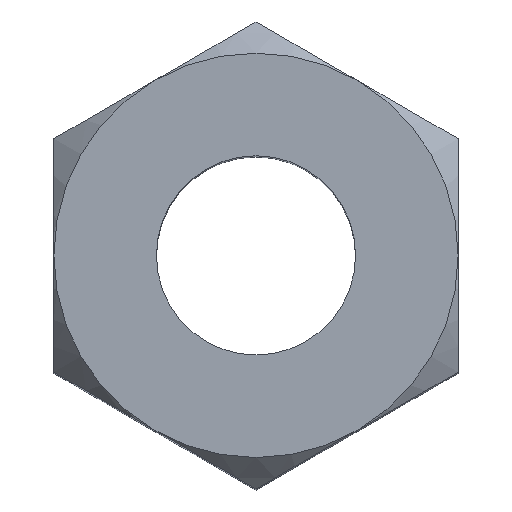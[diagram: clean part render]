
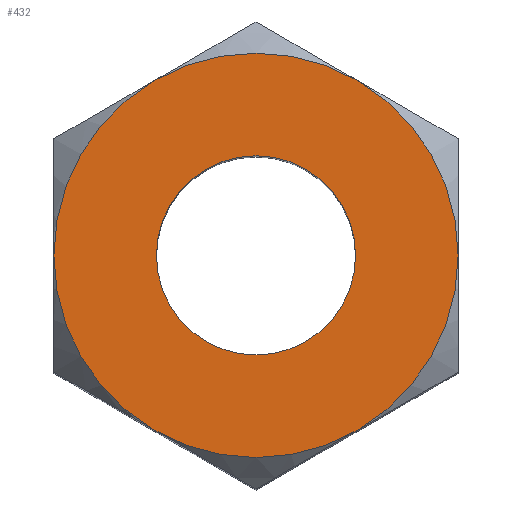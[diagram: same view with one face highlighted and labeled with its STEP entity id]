
A CAD part, top view. The second image highlights one B-rep face of the part: STEP entity #432.
In plain terms, the highlighted planar face has unit normal (0, 0, 1).
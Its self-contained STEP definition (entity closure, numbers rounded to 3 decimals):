
#15 = ORIENTED_EDGE ( 'NONE', *, *, #411, .T. ) ;
#17 = CARTESIAN_POINT ( 'NONE',  ( -4.25, -7.361, 15. ) ) ;
#19 = CARTESIAN_POINT ( 'NONE',  ( 0., 0., 15. ) ) ;
#34 = CIRCLE ( 'NONE', #700, 8.5 ) ;
#36 = ORIENTED_EDGE ( 'NONE', *, *, #49, .T. ) ;
#38 = FACE_BOUND ( 'NONE', #562, .T. ) ;
#47 = VERTEX_POINT ( 'NONE', #474 ) ;
#49 = EDGE_CURVE ( 'NONE', #291, #588, #675, .T. ) ;
#80 = DIRECTION ( 'NONE',  ( 1., 0., 0. ) ) ;
#91 = VERTEX_POINT ( 'NONE', #414 ) ;
#98 = EDGE_CURVE ( 'NONE', #47, #701, #170, .T. ) ;
#101 = EDGE_CURVE ( 'REUNA', #231, #309, #528, .T. ) ;
#116 = CARTESIAN_POINT ( 'NONE',  ( 0., 0., 15. ) ) ;
#120 = ORIENTED_EDGE ( 'NONE', *, *, #176, .T. ) ;
#156 = AXIS2_PLACEMENT_3D ( 'NONE', #19, #448, #80 ) ;
#157 = ORIENTED_EDGE ( 'NONE', *, *, #423, .T. ) ;
#162 = CIRCLE ( 'NONE', #156, 8.5 ) ;
#170 = CIRCLE ( 'NONE', #630, 8.5 ) ;
#176 = EDGE_CURVE ( 'NONE', #47, #291, #34, .T. ) ;
#184 = DIRECTION ( 'NONE',  ( 1., 0., 0. ) ) ;
#211 = FACE_OUTER_BOUND ( 'NONE', #786, .T. ) ;
#221 = ORIENTED_EDGE ( 'NONE', *, *, #101, .F. ) ;
#231 = VERTEX_POINT ( 'NONE', #613 ) ;
#236 = DIRECTION ( 'NONE',  ( 0., 0., -1. ) ) ;
#291 = VERTEX_POINT ( 'NONE', #17 ) ;
#292 = DIRECTION ( 'NONE',  ( 0., 0., 1. ) ) ;
#303 = DIRECTION ( 'NONE',  ( 0., 0., 1. ) ) ;
#309 = VERTEX_POINT ( 'NONE', #386 ) ;
#313 = DIRECTION ( 'NONE',  ( 0., 0., 1. ) ) ;
#358 = CARTESIAN_POINT ( 'NONE',  ( 0., 0., 15. ) ) ;
#366 = DIRECTION ( 'NONE',  ( 0., 0., 1. ) ) ;
#378 = CARTESIAN_POINT ( 'NONE',  ( 8.5, 0., 15. ) ) ;
#386 = CARTESIAN_POINT ( 'NONE',  ( -4.188, 0., 15. ) ) ;
#387 = CIRCLE ( 'NONE', #494, 8.5 ) ;
#408 = ORIENTED_EDGE ( 'NONE', *, *, #536, .T. ) ;
#411 = EDGE_CURVE ( 'NONE', #91, #701, #387, .T. ) ;
#414 = CARTESIAN_POINT ( 'NONE',  ( 4.25, 7.361, 15. ) ) ;
#418 = DIRECTION ( 'NONE',  ( 1., 0., 0. ) ) ;
#423 = EDGE_CURVE ( 'NONE', #588, #523, #530, .T. ) ;
#432 = ADVANCED_FACE ( 'TASO', ( #38, #211 ), #551, .T. ) ;
#448 = DIRECTION ( 'NONE',  ( 0., 0., 1. ) ) ;
#460 = EDGE_CURVE ( 'REUNA', #309, #231, #660, .T. ) ;
#474 = CARTESIAN_POINT ( 'NONE',  ( -8.5, 0., 15. ) ) ;
#490 = DIRECTION ( 'NONE',  ( 0., 0., 1. ) ) ;
#493 = CARTESIAN_POINT ( 'NONE',  ( 0., 9.815, 15. ) ) ;
#494 = AXIS2_PLACEMENT_3D ( 'NONE', #116, #549, #184 ) ;
#517 = AXIS2_PLACEMENT_3D ( 'NONE', #650, #292, #703 ) ;
#523 = VERTEX_POINT ( 'NONE', #378 ) ;
#528 = CIRCLE ( 'NONE', #662, 4.188 ) ;
#530 = CIRCLE ( 'NONE', #575, 8.5 ) ;
#536 = EDGE_CURVE ( 'NONE', #523, #91, #162, .T. ) ;
#549 = DIRECTION ( 'NONE',  ( 0., 0., 1. ) ) ;
#551 = PLANE ( 'NONE',  #764 ) ;
#562 = EDGE_LOOP ( 'NONE', ( #221, #729 ) ) ;
#575 = AXIS2_PLACEMENT_3D ( 'NONE', #720, #366, #787 ) ;
#588 = VERTEX_POINT ( 'NONE', #687 ) ;
#593 = CARTESIAN_POINT ( 'NONE',  ( 0., 0., 15. ) ) ;
#609 = DIRECTION ( 'NONE',  ( 1., 0., 0. ) ) ;
#613 = CARTESIAN_POINT ( 'NONE',  ( 4.188, 0., 15. ) ) ;
#630 = AXIS2_PLACEMENT_3D ( 'NONE', #593, #236, #655 ) ;
#650 = CARTESIAN_POINT ( 'NONE',  ( 0., 0., 15. ) ) ;
#655 = DIRECTION ( 'NONE',  ( -1., 0., 0. ) ) ;
#660 = CIRCLE ( 'NONE', #724, 4.188 ) ;
#662 = AXIS2_PLACEMENT_3D ( 'NONE', #358, #775, #418 ) ;
#663 = CARTESIAN_POINT ( 'NONE',  ( 0., 0., 15. ) ) ;
#671 = CARTESIAN_POINT ( 'NONE',  ( 0., 0., 15. ) ) ;
#675 = CIRCLE ( 'NONE', #517, 8.5 ) ;
#677 = CARTESIAN_POINT ( 'NONE',  ( -4.25, 7.361, 15. ) ) ;
#687 = CARTESIAN_POINT ( 'NONE',  ( 4.25, -7.361, 15. ) ) ;
#700 = AXIS2_PLACEMENT_3D ( 'NONE', #663, #303, #719 ) ;
#701 = VERTEX_POINT ( 'NONE', #677 ) ;
#703 = DIRECTION ( 'NONE',  ( 1., 0., 0. ) ) ;
#719 = DIRECTION ( 'NONE',  ( 1., 0., 0. ) ) ;
#720 = CARTESIAN_POINT ( 'NONE',  ( 0., 0., 15. ) ) ;
#724 = AXIS2_PLACEMENT_3D ( 'NONE', #671, #313, #728 ) ;
#728 = DIRECTION ( 'NONE',  ( 1., 0., 0. ) ) ;
#729 = ORIENTED_EDGE ( 'NONE', *, *, #460, .F. ) ;
#755 = ORIENTED_EDGE ( 'NONE', *, *, #98, .F. ) ;
#764 = AXIS2_PLACEMENT_3D ( 'NONE', #493, #490, #609 ) ;
#775 = DIRECTION ( 'NONE',  ( 0., 0., 1. ) ) ;
#786 = EDGE_LOOP ( 'NONE', ( #157, #408, #15, #755, #120, #36 ) ) ;
#787 = DIRECTION ( 'NONE',  ( 1., 0., 0. ) ) ;
